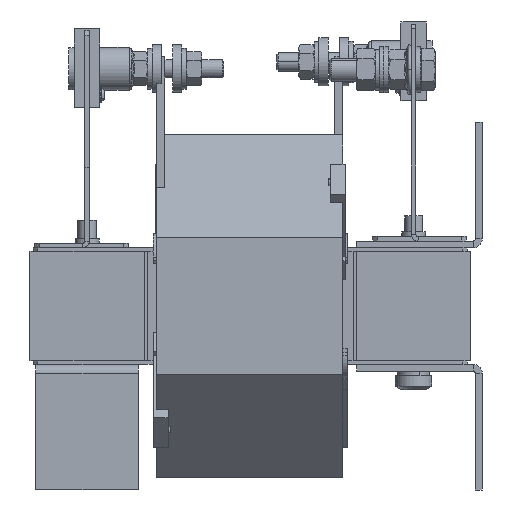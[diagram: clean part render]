
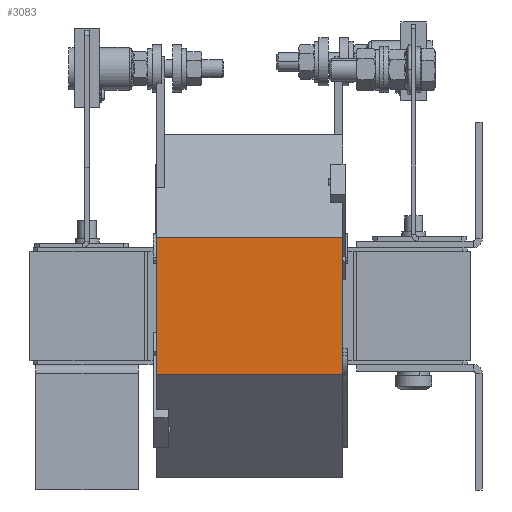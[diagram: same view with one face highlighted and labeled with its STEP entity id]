
A CAD part, left-side view. The second image highlights one B-rep face of the part: STEP entity #3083.
In plain terms, the highlighted planar face has unit normal (-1, 0, 0).
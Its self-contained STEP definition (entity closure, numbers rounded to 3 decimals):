
#1058 = EDGE_CURVE ( 'Defeature ausgef�hrt4_171+Defeature ausgef�hrt4_170+Defeature ausgef�hrt4_159+Defeature ausgef�hrt4_177', #46180, #46606, #15534, .T. ) ;
#1791 = CARTESIAN_POINT ( 'NONE',  ( -236., 112.5, 30. ) ) ;
#2986 = ORIENTED_EDGE ( 'NONE', *, *, #18091, .F. ) ;
#3083 = ADVANCED_FACE ( 'Defeature ausgef�hrt4_170', ( #34793 ), #35896, .T. ) ;
#4340 = DIRECTION ( 'NONE',  ( 0., 0., -1. ) ) ;
#7748 = DIRECTION ( 'NONE',  ( 0., 0., -1. ) ) ;
#8235 = LINE ( 'NONE', #22346, #24862 ) ;
#8595 = DIRECTION ( 'NONE',  ( 0., -1., 0. ) ) ;
#9049 = EDGE_CURVE ( 'Defeature ausgef�hrt4_170+Defeature ausgef�hrt4_169+Defeature ausgef�hrt4_159+Defeature ausgef�hrt4_177', #28706, #40766, #34920, .T. ) ;
#9684 = CARTESIAN_POINT ( 'NONE',  ( -236., 112.5, -30. ) ) ;
#13384 = CARTESIAN_POINT ( 'NONE',  ( -236., 31., 30. ) ) ;
#13484 = CARTESIAN_POINT ( 'NONE',  ( -236., 112.5, -30. ) ) ;
#13870 = DIRECTION ( 'NONE',  ( 0., 0., -1. ) ) ;
#15534 = LINE ( 'NONE', #1791, #43720 ) ;
#18091 = EDGE_CURVE ( 'Defeature ausgef�hrt4_177+Defeature ausgef�hrt4_170+Defeature ausgef�hrt4_171+Defeature ausgef�hrt4_169', #46606, #40766, #31822, .T. ) ;
#21882 = ORIENTED_EDGE ( 'NONE', *, *, #1058, .F. ) ;
#22346 = CARTESIAN_POINT ( 'NONE',  ( -236., 112.5, -30. ) ) ;
#24629 = VECTOR ( 'NONE', #43410, 1000. ) ;
#24862 = VECTOR ( 'NONE', #4340, 1000. ) ;
#26359 = CARTESIAN_POINT ( 'NONE',  ( -236., 31., -30. ) ) ;
#28309 = ORIENTED_EDGE ( 'NONE', *, *, #9049, .T. ) ;
#28706 = VERTEX_POINT ( 'NONE', #13484 ) ;
#28979 = DIRECTION ( 'NONE',  ( -1., 0., 0. ) ) ;
#29562 = EDGE_CURVE ( 'Defeature ausgef�hrt4_170+Defeature ausgef�hrt4_159+Defeature ausgef�hrt4_171+Defeature ausgef�hrt4_169', #46180, #28706, #8235, .T. ) ;
#30556 = AXIS2_PLACEMENT_3D ( 'NONE', #46990, #28979, #13870 ) ;
#31783 = EDGE_LOOP ( 'NONE', ( #28309, #2986, #21882, #31906 ) ) ;
#31822 = LINE ( 'NONE', #26359, #39973 ) ;
#31906 = ORIENTED_EDGE ( 'NONE', *, *, #29562, .T. ) ;
#34793 = FACE_OUTER_BOUND ( 'NONE', #31783, .T. ) ;
#34920 = LINE ( 'NONE', #9684, #24629 ) ;
#35896 = PLANE ( 'NONE',  #30556 ) ;
#39973 = VECTOR ( 'NONE', #7748, 1000. ) ;
#40465 = CARTESIAN_POINT ( 'NONE',  ( -236., 112.5, 30. ) ) ;
#40766 = VERTEX_POINT ( 'NONE', #46325 ) ;
#43410 = DIRECTION ( 'NONE',  ( 0., -1., 0. ) ) ;
#43720 = VECTOR ( 'NONE', #8595, 1000. ) ;
#46180 = VERTEX_POINT ( 'NONE', #40465 ) ;
#46325 = CARTESIAN_POINT ( 'NONE',  ( -236., 31., -30. ) ) ;
#46606 = VERTEX_POINT ( 'NONE', #13384 ) ;
#46990 = CARTESIAN_POINT ( 'NONE',  ( -236., 112.5, -30. ) ) ;
